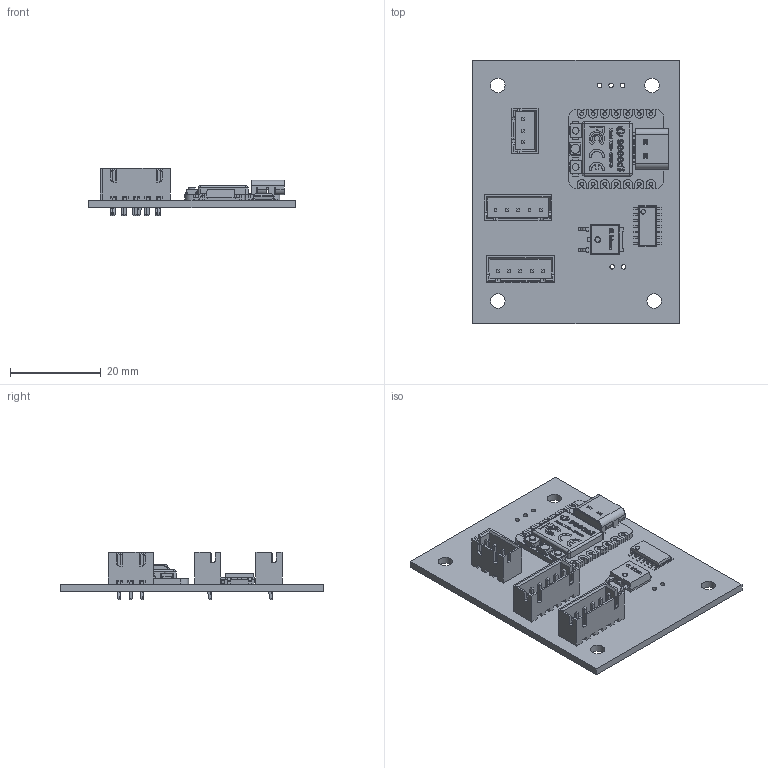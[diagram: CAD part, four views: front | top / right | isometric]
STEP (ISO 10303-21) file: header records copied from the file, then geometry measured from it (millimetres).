
FILE_DESCRIPTION(('KiCad electronic assembly'),'2;1');
FILE_NAME('gashebelboard.step','2025-01-11T15:49:13',('Pcbnew'),('Kicad' ),'Open CASCADE STEP processor 7.8','KiCad to STEP converter', 'Unknown');
FILE_SCHEMA(('AUTOMOTIVE_DESIGN { 1 0 10303 214 1 1 1 1 }'));
Length unit declared in the file: millimetre
Products named in the file (12): gashebelboard 1; B5B-XH-A; B3B-XH-A; Infineon-PG-TO252-3-11_3D_01_STP-Package-v05_00-EN; Product; Seeed Studio XIAO RP2040 v26; SOIC14; gashebelboard_PCB
Assembly tree (12 placements, depth 3):
  gashebelboard 1
    B5B-XH-A  x2
      B5B-XH-A
    B3B-XH-A
      B3B-XH-A
    Infineon-PG-TO252-3-11_3D_01_STP-Package-v05_00-EN
      Product
    Seeed Studio XIAO RP2040 v26
      Seeed Studio XIAO RP2040 v26
    SOIC14
      SOIC14
    gashebelboard_PCB
Bounding box: 45.5 x 58 x 10.4 mm (x, y, z)
Volume: 5690 mm3; surface area: 10229.1 mm2
Topology: 132 solids, 132 shells, 2388 faces, 6094 edges, 3964 vertices
Faces by surface type: plane 1720, cylinder 443, bspline 195, torus 14, sphere 10, cone 6
Full cylindrical faces by diameter (mm): 0.142 x1, 0.293 x1, 0.4 x1, 0.5 x2, 0.8 x14, 1 x18, 1.2 x1, 1.5 x2, 2 x1, 3.2 x4, 5 x2
Entity records: 67989 total; most frequent: CARTESIAN_POINT 13964, ORIENTED_EDGE 11046, DIRECTION 9960, EDGE_CURVE 5523, LINE 4254, VECTOR 4254, VERTEX_POINT 3610, AXIS2_PLACEMENT_3D 2853
